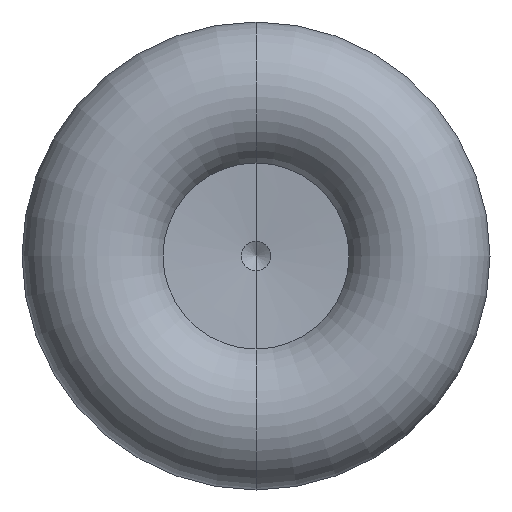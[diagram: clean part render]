
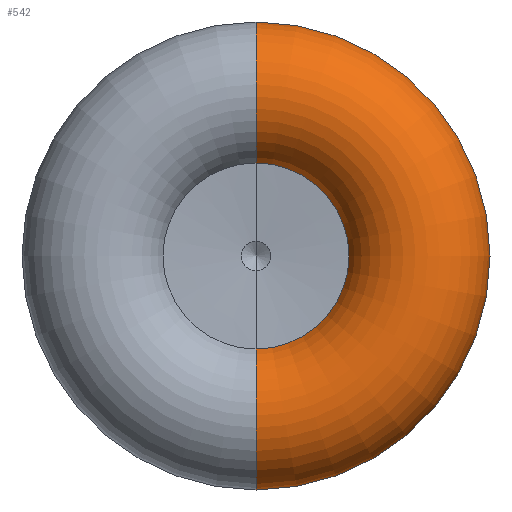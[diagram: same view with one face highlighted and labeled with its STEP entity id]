
A CAD part, front view. The second image highlights one B-rep face of the part: STEP entity #542.
In plain terms, the highlighted toroidal (fillet/blend) face has major radius 11 mm and minor radius 5 mm.
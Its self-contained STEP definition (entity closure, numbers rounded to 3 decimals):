
#14 = VERTEX_POINT ( 'NONE', #476 ) ;
#102 = DIRECTION ( 'NONE',  ( 1., 0., 0. ) ) ;
#113 = DIRECTION ( 'NONE',  ( -1., 0., 0. ) ) ;
#124 = CARTESIAN_POINT ( 'NONE',  ( 0., 8.988, 14.016 ) ) ;
#130 = TOROIDAL_SURFACE ( 'NONE', #685, 11., 5. ) ;
#134 = VERTEX_POINT ( 'NONE', #646 ) ;
#144 = DIRECTION ( 'NONE',  ( 0., 1., 0. ) ) ;
#147 = DIRECTION ( 'NONE',  ( 0., 0., 1. ) ) ;
#167 = EDGE_CURVE ( 'NONE', #14, #134, #690, .T. ) ;
#170 = DIRECTION ( 'NONE',  ( 0., 0., -1. ) ) ;
#192 = ORIENTED_EDGE ( 'NONE', *, *, #572, .F. ) ;
#194 = EDGE_CURVE ( 'NONE', #464, #370, #673, .T. ) ;
#225 = EDGE_LOOP ( 'NONE', ( #731, #723, #192, #364 ) ) ;
#240 = AXIS2_PLACEMENT_3D ( 'NONE', #442, #113, #507 ) ;
#267 = DIRECTION ( 'NONE',  ( 0., 1., 0. ) ) ;
#277 = AXIS2_PLACEMENT_3D ( 'NONE', #376, #658, #327 ) ;
#322 = FACE_OUTER_BOUND ( 'NONE', #225, .T. ) ;
#327 = DIRECTION ( 'NONE',  ( 0., 0., -1. ) ) ;
#353 = CARTESIAN_POINT ( 'NONE',  ( 0., 3.161, 6.35 ) ) ;
#364 = ORIENTED_EDGE ( 'NONE', *, *, #194, .F. ) ;
#370 = VERTEX_POINT ( 'NONE', #124 ) ;
#376 = CARTESIAN_POINT ( 'NONE',  ( 0., 8.988, 0. ) ) ;
#416 = CIRCLE ( 'NONE', #509, 6.35 ) ;
#440 = CARTESIAN_POINT ( 'NONE',  ( 0., 5., -11. ) ) ;
#442 = CARTESIAN_POINT ( 'NONE',  ( 0., 5., 11. ) ) ;
#464 = VERTEX_POINT ( 'NONE', #353 ) ;
#476 = CARTESIAN_POINT ( 'NONE',  ( 0., 3.161, -6.35 ) ) ;
#477 = CARTESIAN_POINT ( 'NONE',  ( 0., 5., 0. ) ) ;
#507 = DIRECTION ( 'NONE',  ( 0., 0., 1. ) ) ;
#509 = AXIS2_PLACEMENT_3D ( 'NONE', #548, #267, #654 ) ;
#542 = ADVANCED_FACE ( 'NONE', ( #322 ), #130, .T. ) ;
#548 = CARTESIAN_POINT ( 'NONE',  ( 0., 3.161, 0. ) ) ;
#572 = EDGE_CURVE ( 'NONE', #370, #134, #593, .T. ) ;
#593 = CIRCLE ( 'NONE', #277, 14.016 ) ;
#621 = AXIS2_PLACEMENT_3D ( 'NONE', #440, #102, #170 ) ;
#646 = CARTESIAN_POINT ( 'NONE',  ( 0., 8.988, -14.016 ) ) ;
#654 = DIRECTION ( 'NONE',  ( 0., 0., -1. ) ) ;
#658 = DIRECTION ( 'NONE',  ( 0., 1., 0. ) ) ;
#673 = CIRCLE ( 'NONE', #240, 5. ) ;
#685 = AXIS2_PLACEMENT_3D ( 'NONE', #477, #144, #147 ) ;
#687 = EDGE_CURVE ( 'NONE', #464, #14, #416, .T. ) ;
#690 = CIRCLE ( 'NONE', #621, 5. ) ;
#723 = ORIENTED_EDGE ( 'NONE', *, *, #167, .T. ) ;
#731 = ORIENTED_EDGE ( 'NONE', *, *, #687, .T. ) ;
